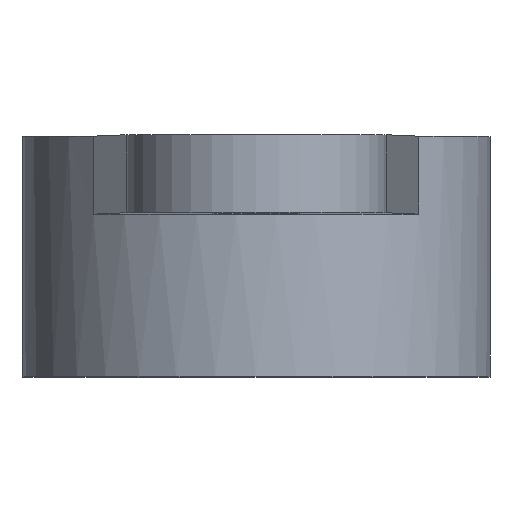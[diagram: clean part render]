
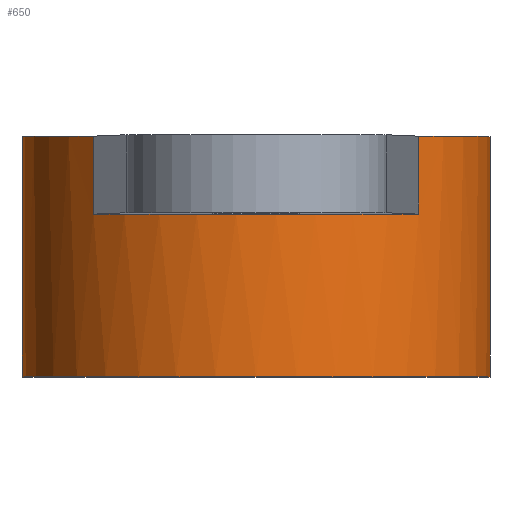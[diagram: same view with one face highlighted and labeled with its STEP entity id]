
A CAD part, top view. The second image highlights one B-rep face of the part: STEP entity #650.
In plain terms, the highlighted cylindrical face has radius 3.6 mm (diameter 7.2 mm), a full revolution.
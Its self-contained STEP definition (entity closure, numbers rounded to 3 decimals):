
#69=FACE_OUTER_BOUND('',#107,.T.);
#107=EDGE_LOOP('',(#494,#495,#496,#497,#498,#499,#500,#501,#502,#503,#504,
#505,#506));
#158=LINE('',#1012,#202);
#160=LINE('',#1018,#204);
#169=LINE('',#1043,#213);
#170=LINE('',#1047,#214);
#171=LINE('',#1051,#215);
#202=VECTOR('',#812,10.);
#204=VECTOR('',#816,10.);
#213=VECTOR('',#843,10.);
#214=VECTOR('',#846,10.);
#215=VECTOR('',#849,3.6);
#251=CIRCLE('',#710,3.6);
#252=CIRCLE('',#712,3.6);
#253=CIRCLE('',#713,3.6);
#254=CIRCLE('',#714,3.6);
#255=CIRCLE('',#715,3.6);
#256=CIRCLE('',#716,3.6);
#257=CIRCLE('',#717,3.6);
#297=VERTEX_POINT('',#1006);
#299=VERTEX_POINT('',#1010);
#301=VERTEX_POINT('',#1015);
#302=VERTEX_POINT('',#1017);
#308=VERTEX_POINT('',#1040);
#309=VERTEX_POINT('',#1042);
#310=VERTEX_POINT('',#1044);
#311=VERTEX_POINT('',#1046);
#312=VERTEX_POINT('',#1048);
#313=VERTEX_POINT('',#1050);
#314=VERTEX_POINT('',#1052);
#368=EDGE_CURVE('',#297,#299,#158,.T.);
#370=EDGE_CURVE('',#302,#301,#160,.T.);
#381=EDGE_CURVE('',#301,#297,#251,.T.);
#382=EDGE_CURVE('',#308,#299,#252,.T.);
#383=EDGE_CURVE('',#309,#308,#169,.T.);
#384=EDGE_CURVE('',#310,#309,#253,.T.);
#385=EDGE_CURVE('',#310,#311,#170,.T.);
#386=EDGE_CURVE('',#312,#311,#254,.T.);
#387=EDGE_CURVE('',#312,#313,#171,.T.);
#388=EDGE_CURVE('',#314,#313,#255,.T.);
#389=EDGE_CURVE('',#313,#314,#256,.T.);
#390=EDGE_CURVE('',#302,#312,#257,.T.);
#494=ORIENTED_EDGE('',*,*,#370,.T.);
#495=ORIENTED_EDGE('',*,*,#381,.T.);
#496=ORIENTED_EDGE('',*,*,#368,.T.);
#497=ORIENTED_EDGE('',*,*,#382,.F.);
#498=ORIENTED_EDGE('',*,*,#383,.F.);
#499=ORIENTED_EDGE('',*,*,#384,.F.);
#500=ORIENTED_EDGE('',*,*,#385,.T.);
#501=ORIENTED_EDGE('',*,*,#386,.F.);
#502=ORIENTED_EDGE('',*,*,#387,.T.);
#503=ORIENTED_EDGE('',*,*,#388,.F.);
#504=ORIENTED_EDGE('',*,*,#389,.F.);
#505=ORIENTED_EDGE('',*,*,#387,.F.);
#506=ORIENTED_EDGE('',*,*,#390,.F.);
#627=CYLINDRICAL_SURFACE('',#711,3.6);
#650=ADVANCED_FACE('',(#69),#627,.T.);
#710=AXIS2_PLACEMENT_3D('',#1038,#837,#838);
#711=AXIS2_PLACEMENT_3D('',#1039,#839,#840);
#712=AXIS2_PLACEMENT_3D('',#1041,#841,#842);
#713=AXIS2_PLACEMENT_3D('',#1045,#844,#845);
#714=AXIS2_PLACEMENT_3D('',#1049,#847,#848);
#715=AXIS2_PLACEMENT_3D('',#1053,#850,#851);
#716=AXIS2_PLACEMENT_3D('',#1054,#852,#853);
#717=AXIS2_PLACEMENT_3D('',#1055,#854,#855);
#812=DIRECTION('',(0.,1.,0.));
#816=DIRECTION('',(0.,-1.,0.));
#837=DIRECTION('center_axis',(0.,-1.,0.));
#838=DIRECTION('ref_axis',(-1.,0.,0.));
#839=DIRECTION('center_axis',(0.,1.,0.));
#840=DIRECTION('ref_axis',(-1.,0.,0.));
#841=DIRECTION('center_axis',(0.,1.,0.));
#842=DIRECTION('ref_axis',(-1.,0.,0.));
#843=DIRECTION('',(0.,1.,0.));
#844=DIRECTION('center_axis',(0.,1.,0.));
#845=DIRECTION('ref_axis',(-1.,0.,0.));
#846=DIRECTION('',(0.,1.,0.));
#847=DIRECTION('center_axis',(0.,1.,0.));
#848=DIRECTION('ref_axis',(-1.,0.,0.));
#849=DIRECTION('',(0.,-1.,0.));
#850=DIRECTION('center_axis',(0.,-1.,0.));
#851=DIRECTION('ref_axis',(-1.,0.,0.));
#852=DIRECTION('center_axis',(0.,-1.,0.));
#853=DIRECTION('ref_axis',(-1.,0.,0.));
#854=DIRECTION('center_axis',(0.,1.,0.));
#855=DIRECTION('ref_axis',(-1.,0.,0.));
#1006=CARTESIAN_POINT('',(-2.5,0.,2.59));
#1010=CARTESIAN_POINT('',(-2.5,1.2,2.59));
#1012=CARTESIAN_POINT('',(-2.5,0.,2.59));
#1015=CARTESIAN_POINT('',(2.5,0.,2.59));
#1017=CARTESIAN_POINT('',(2.5,1.2,2.59));
#1018=CARTESIAN_POINT('',(2.5,0.,2.59));
#1038=CARTESIAN_POINT('Origin',(0.,0.,0.));
#1039=CARTESIAN_POINT('Origin',(0.,0.,0.));
#1040=CARTESIAN_POINT('',(-2.5,1.2,-2.59));
#1041=CARTESIAN_POINT('Origin',(0.,1.2,0.));
#1042=CARTESIAN_POINT('',(-2.5,0.,-2.59));
#1043=CARTESIAN_POINT('',(-2.5,0.,-2.59));
#1044=CARTESIAN_POINT('',(2.5,0.,-2.59));
#1045=CARTESIAN_POINT('Origin',(0.,0.,0.));
#1046=CARTESIAN_POINT('',(2.5,1.2,-2.59));
#1047=CARTESIAN_POINT('',(2.5,0.,-2.59));
#1048=CARTESIAN_POINT('',(3.6,1.2,0.));
#1049=CARTESIAN_POINT('Origin',(0.,1.2,0.));
#1050=CARTESIAN_POINT('',(3.6,-2.5,0.));
#1051=CARTESIAN_POINT('',(3.6,0.,0.));
#1052=CARTESIAN_POINT('',(-3.6,-2.5,0.));
#1053=CARTESIAN_POINT('Origin',(0.,-2.5,0.));
#1054=CARTESIAN_POINT('Origin',(0.,-2.5,0.));
#1055=CARTESIAN_POINT('Origin',(0.,1.2,0.));
